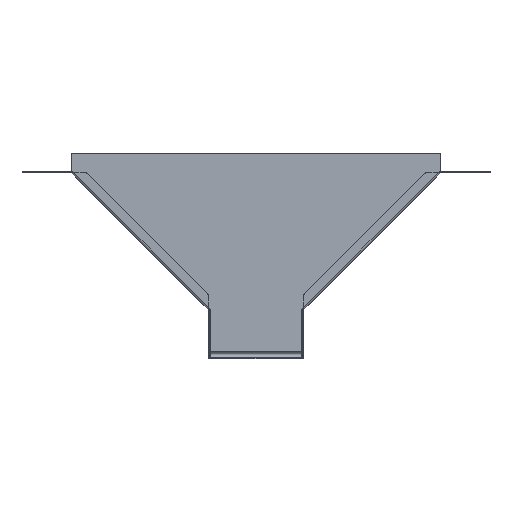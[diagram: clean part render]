
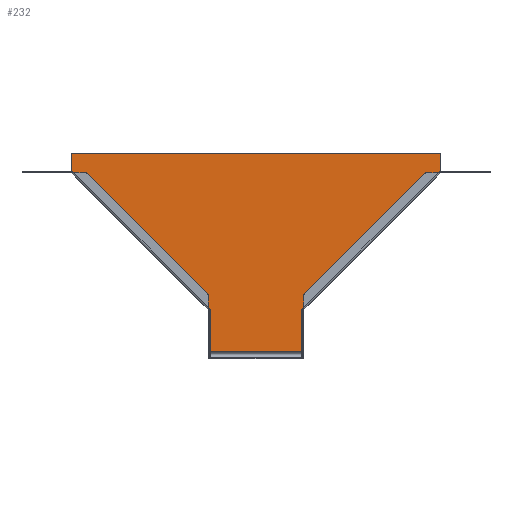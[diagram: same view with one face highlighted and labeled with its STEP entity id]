
A CAD part, front view. The second image highlights one B-rep face of the part: STEP entity #232.
In plain terms, the highlighted planar face has unit normal (0, -1, 0).
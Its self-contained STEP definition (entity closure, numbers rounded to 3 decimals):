
#19 = ORIENTED_EDGE ( 'NONE', *, *, #1311, .F. ) ;
#111 = DIRECTION ( 'NONE',  ( 0., -1., 0. ) ) ;
#145 = EDGE_CURVE ( 'NONE', #693, #1551, #1555, .T. ) ;
#168 = CARTESIAN_POINT ( 'NONE',  ( -94., -2., -67.181 ) ) ;
#214 = EDGE_LOOP ( 'NONE', ( #813, #2285, #2151, #1576, #3065, #3241, #19, #228 ) ) ;
#228 = ORIENTED_EDGE ( 'NONE', *, *, #1529, .T. ) ;
#232 = ADVANCED_FACE ( 'NONE', ( #636 ), #341, .T. ) ;
#341 = PLANE ( 'NONE',  #2365 ) ;
#351 = LINE ( 'NONE', #2900, #1759 ) ;
#410 = LINE ( 'NONE', #1925, #1215 ) ;
#570 = CARTESIAN_POINT ( 'NONE',  ( 380., -2., 305.169 ) ) ;
#634 = EDGE_CURVE ( 'NONE', #1486, #2118, #351, .T. ) ;
#636 = FACE_OUTER_BOUND ( 'NONE', #214, .T. ) ;
#654 = CARTESIAN_POINT ( 'NONE',  ( -380., -2., 305.169 ) ) ;
#693 = VERTEX_POINT ( 'NONE', #168 ) ;
#704 = EDGE_CURVE ( 'NONE', #1551, #1037, #1222, .T. ) ;
#719 = DIRECTION ( 'NONE',  ( -0.707, 0., 0.707 ) ) ;
#813 = ORIENTED_EDGE ( 'NONE', *, *, #704, .F. ) ;
#1037 = VERTEX_POINT ( 'NONE', #654 ) ;
#1055 = VECTOR ( 'NONE', #1296, 1000. ) ;
#1071 = VECTOR ( 'NONE', #719, 1000. ) ;
#1098 = DIRECTION ( 'NONE',  ( 0., 0., -1. ) ) ;
#1175 = DIRECTION ( 'NONE',  ( -0.707, 0., -0.707 ) ) ;
#1193 = DIRECTION ( 'NONE',  ( 1., 0., 0. ) ) ;
#1215 = VECTOR ( 'NONE', #1193, 1000. ) ;
#1222 = LINE ( 'NONE', #2978, #1071 ) ;
#1281 = EDGE_CURVE ( 'NONE', #2940, #693, #1531, .T. ) ;
#1285 = DIRECTION ( 'NONE',  ( 0., 0., 1. ) ) ;
#1296 = DIRECTION ( 'NONE',  ( -1., 0., 0. ) ) ;
#1306 = LINE ( 'NONE', #2571, #2441 ) ;
#1311 = EDGE_CURVE ( 'NONE', #2233, #1486, #410, .T. ) ;
#1414 = LINE ( 'NONE', #2950, #2689 ) ;
#1486 = VERTEX_POINT ( 'NONE', #3126 ) ;
#1529 = EDGE_CURVE ( 'NONE', #2233, #1037, #1306, .T. ) ;
#1531 = LINE ( 'NONE', #1550, #1055 ) ;
#1550 = CARTESIAN_POINT ( 'NONE',  ( 94., -2., -67.181 ) ) ;
#1551 = VERTEX_POINT ( 'NONE', #2106 ) ;
#1555 = LINE ( 'NONE', #2086, #2527 ) ;
#1576 = ORIENTED_EDGE ( 'NONE', *, *, #1732, .T. ) ;
#1656 = EDGE_CURVE ( 'NONE', #2118, #2958, #1414, .T. ) ;
#1732 = EDGE_CURVE ( 'NONE', #2940, #2958, #2575, .T. ) ;
#1759 = VECTOR ( 'NONE', #2921, 1000. ) ;
#1862 = CARTESIAN_POINT ( 'NONE',  ( 94., -2., -67.181 ) ) ;
#1925 = CARTESIAN_POINT ( 'NONE',  ( -380., -2., 340.169 ) ) ;
#2086 = CARTESIAN_POINT ( 'NONE',  ( -94., -2., -67.181 ) ) ;
#2106 = CARTESIAN_POINT ( 'NONE',  ( -94., -2., 19.169 ) ) ;
#2118 = VERTEX_POINT ( 'NONE', #570 ) ;
#2151 = ORIENTED_EDGE ( 'NONE', *, *, #1281, .F. ) ;
#2195 = CARTESIAN_POINT ( 'NONE',  ( -380., -2., 340.169 ) ) ;
#2233 = VERTEX_POINT ( 'NONE', #2195 ) ;
#2285 = ORIENTED_EDGE ( 'NONE', *, *, #145, .F. ) ;
#2326 = DIRECTION ( 'NONE',  ( 0., 0., -1. ) ) ;
#2365 = AXIS2_PLACEMENT_3D ( 'NONE', #2891, #111, #1098 ) ;
#2429 = CARTESIAN_POINT ( 'NONE',  ( 94., -2., 19.169 ) ) ;
#2441 = VECTOR ( 'NONE', #2326, 1000. ) ;
#2482 = VECTOR ( 'NONE', #3061, 1000. ) ;
#2527 = VECTOR ( 'NONE', #1285, 1000. ) ;
#2544 = CARTESIAN_POINT ( 'NONE',  ( 94., -2., -67.181 ) ) ;
#2571 = CARTESIAN_POINT ( 'NONE',  ( -380., -2., 340.169 ) ) ;
#2575 = LINE ( 'NONE', #2544, #2482 ) ;
#2689 = VECTOR ( 'NONE', #1175, 1000. ) ;
#2891 = CARTESIAN_POINT ( 'NONE',  ( 0., -2., 0. ) ) ;
#2900 = CARTESIAN_POINT ( 'NONE',  ( 380., -2., 340.169 ) ) ;
#2921 = DIRECTION ( 'NONE',  ( 0., 0., -1. ) ) ;
#2940 = VERTEX_POINT ( 'NONE', #1862 ) ;
#2950 = CARTESIAN_POINT ( 'NONE',  ( 94., -2., 19.169 ) ) ;
#2958 = VERTEX_POINT ( 'NONE', #2429 ) ;
#2978 = CARTESIAN_POINT ( 'NONE',  ( -94., -2., 19.169 ) ) ;
#3061 = DIRECTION ( 'NONE',  ( 0., 0., 1. ) ) ;
#3065 = ORIENTED_EDGE ( 'NONE', *, *, #1656, .F. ) ;
#3126 = CARTESIAN_POINT ( 'NONE',  ( 380., -2., 340.169 ) ) ;
#3241 = ORIENTED_EDGE ( 'NONE', *, *, #634, .F. ) ;
